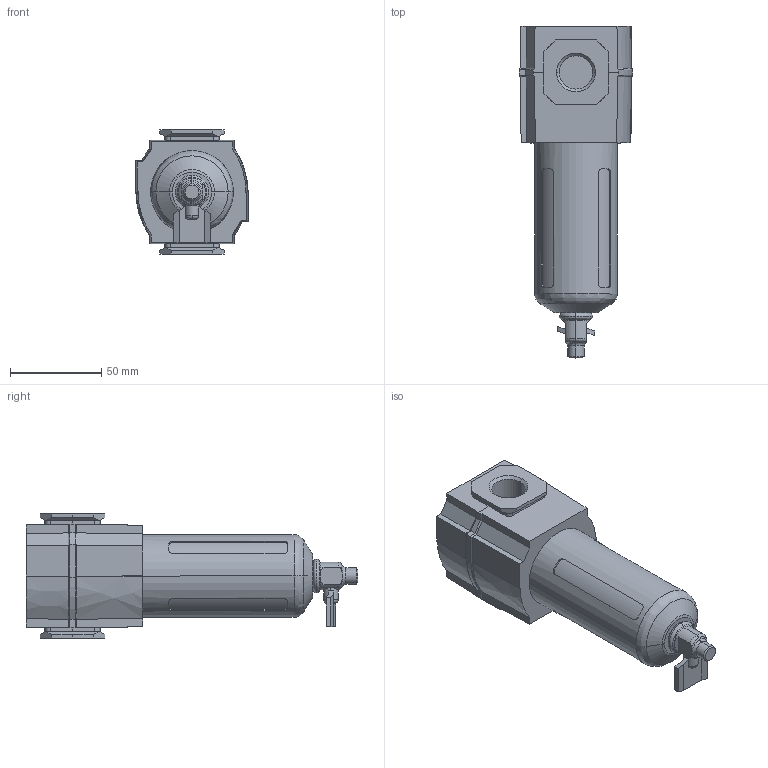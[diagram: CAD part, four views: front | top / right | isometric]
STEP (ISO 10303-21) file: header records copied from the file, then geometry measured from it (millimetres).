
FILE_DESCRIPTION (( 'STEP AP214' ), '1' );
FILE_NAME ('Norgren-F73G-4AN-QP3.step', '2019-03-03T01:44:59', ( '' ), ( '' ), 'SwSTEP 2.0', 'SolidWorks 2019', '' );
FILE_SCHEMA (( 'AUTOMOTIVE_DESIGN' ));
Length unit declared in the file: millimetre
Products named in the file (6): Norgren-F73G-4AN-QP3_F73GC_ss_25_Q; Norgren-F73G-4AN-QP3_F73GC_ss_03; Norgren-F73G-4AN-QP3_F73GC_73g-4_N; Norgren-F73G-4AN-QP3; Norgren-F73G-4AN-QP3_F73GC_73p_Q; Norgren-F73G-4AN-QP3_F73GC_ss_60
Assembly tree (5 placements, depth 3):
  Norgren-F73G-4AN-QP3
    Norgren-F73G-4AN-QP3_F73GC_73p_Q
      Norgren-F73G-4AN-QP3_F73GC_ss_25_Q
      Norgren-F73G-4AN-QP3_F73GC_ss_03
    Norgren-F73G-4AN-QP3_F73GC_73g-4_N
      Norgren-F73G-4AN-QP3_F73GC_ss_60
Bounding box: 62.3 x 181.5 x 68 mm (x, y, z)
Volume: 225122 mm3; surface area: 53679.2 mm2
Topology: 3 solids, 3 shells, 255 faces, 632 edges, 391 vertices
Faces by surface type: plane 161, cylinder 47, bspline 35, torus 10, cone 2
Entity records: 11170 total; most frequent: CARTESIAN_POINT 2844, ORIENTED_EDGE 1264, DIRECTION 1135, EDGE_CURVE 632, VECTOR 433, LINE 433, VERTEX_POINT 391, AXIS2_PLACEMENT_3D 351
